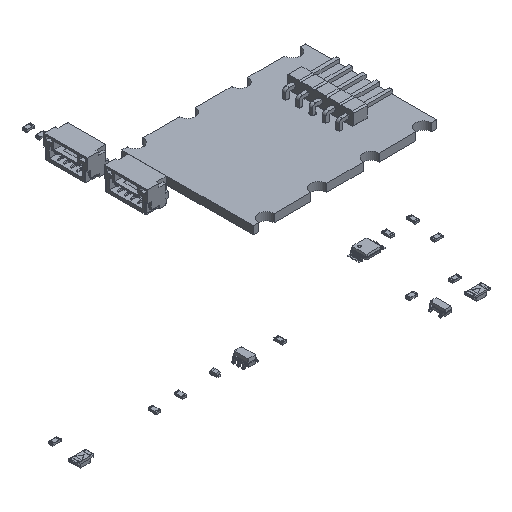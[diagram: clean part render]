
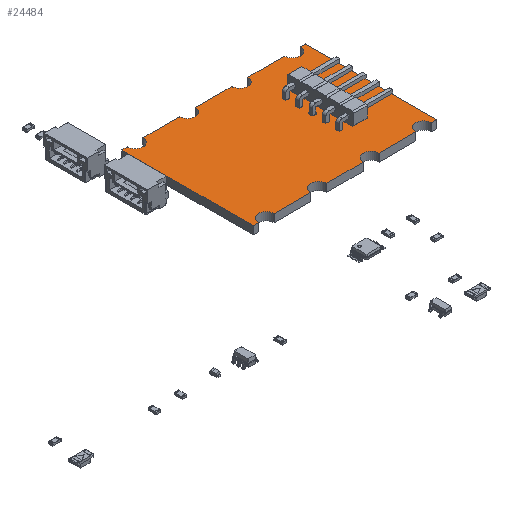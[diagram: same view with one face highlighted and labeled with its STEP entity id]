
A CAD part, isometric view. The second image highlights one B-rep face of the part: STEP entity #24484.
In plain terms, the highlighted planar face has unit normal (0, 0, 1).
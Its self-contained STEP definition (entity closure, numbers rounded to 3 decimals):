
#24180 = VERTEX_POINT('',#24181);
#24181 = CARTESIAN_POINT('',(1.,25.,1.51));
#24187 = EDGE_CURVE('',#24180,#24188,#24190,.T.);
#24188 = VERTEX_POINT('',#24189);
#24189 = CARTESIAN_POINT('',(4.,25.,1.51));
#24190 = CIRCLE('',#24191,1.5);
#24191 = AXIS2_PLACEMENT_3D('',#24192,#24193,#24194);
#24192 = CARTESIAN_POINT('',(2.5,25.,1.51));
#24193 = DIRECTION('',(0.,0.,1.));
#24194 = DIRECTION('',(-1.,0.,-0.));
#24222 = VERTEX_POINT('',#24223);
#24223 = CARTESIAN_POINT('',(0.,25.,1.51));
#24229 = EDGE_CURVE('',#24222,#24180,#24230,.T.);
#24230 = LINE('',#24231,#24232);
#24231 = CARTESIAN_POINT('',(0.,25.,1.51));
#24232 = VECTOR('',#24233,1.);
#24233 = DIRECTION('',(1.,0.,0.));
#24251 = EDGE_CURVE('',#24188,#24252,#24254,.T.);
#24252 = VERTEX_POINT('',#24253);
#24253 = CARTESIAN_POINT('',(11.,25.,1.51));
#24254 = LINE('',#24255,#24256);
#24255 = CARTESIAN_POINT('',(4.,25.,1.51));
#24256 = VECTOR('',#24257,1.);
#24257 = DIRECTION('',(1.,0.,0.));
#24484 = ADVANCED_FACE('',(#24485,#24631,#24642,#24653,#24664,#24675),
  #24686,.T.);
#24485 = FACE_BOUND('',#24486,.T.);
#24486 = EDGE_LOOP('',(#24487,#24488,#24489,#24497,#24505,#24514,#24522,
    #24531,#24539,#24548,#24556,#24565,#24573,#24581,#24589,#24598,
    #24606,#24615,#24623,#24630));
#24487 = ORIENTED_EDGE('',*,*,#24187,.F.);
#24488 = ORIENTED_EDGE('',*,*,#24229,.F.);
#24489 = ORIENTED_EDGE('',*,*,#24490,.F.);
#24490 = EDGE_CURVE('',#24491,#24222,#24493,.T.);
#24491 = VERTEX_POINT('',#24492);
#24492 = CARTESIAN_POINT('',(0.,0.,1.51));
#24493 = LINE('',#24494,#24495);
#24494 = CARTESIAN_POINT('',(0.,0.,1.51));
#24495 = VECTOR('',#24496,1.);
#24496 = DIRECTION('',(0.,1.,0.));
#24497 = ORIENTED_EDGE('',*,*,#24498,.F.);
#24498 = EDGE_CURVE('',#24499,#24491,#24501,.T.);
#24499 = VERTEX_POINT('',#24500);
#24500 = CARTESIAN_POINT('',(1.,0.,1.51));
#24501 = LINE('',#24502,#24503);
#24502 = CARTESIAN_POINT('',(1.,0.,1.51));
#24503 = VECTOR('',#24504,1.);
#24504 = DIRECTION('',(-1.,0.,0.));
#24505 = ORIENTED_EDGE('',*,*,#24506,.F.);
#24506 = EDGE_CURVE('',#24507,#24499,#24509,.T.);
#24507 = VERTEX_POINT('',#24508);
#24508 = CARTESIAN_POINT('',(4.,0.,1.51));
#24509 = CIRCLE('',#24510,1.5);
#24510 = AXIS2_PLACEMENT_3D('',#24511,#24512,#24513);
#24511 = CARTESIAN_POINT('',(2.5,0.,1.51));
#24512 = DIRECTION('',(0.,0.,1.));
#24513 = DIRECTION('',(1.,0.,-0.));
#24514 = ORIENTED_EDGE('',*,*,#24515,.F.);
#24515 = EDGE_CURVE('',#24516,#24507,#24518,.T.);
#24516 = VERTEX_POINT('',#24517);
#24517 = CARTESIAN_POINT('',(11.,0.,1.51));
#24518 = LINE('',#24519,#24520);
#24519 = CARTESIAN_POINT('',(11.,0.,1.51));
#24520 = VECTOR('',#24521,1.);
#24521 = DIRECTION('',(-1.,0.,0.));
#24522 = ORIENTED_EDGE('',*,*,#24523,.F.);
#24523 = EDGE_CURVE('',#24524,#24516,#24526,.T.);
#24524 = VERTEX_POINT('',#24525);
#24525 = CARTESIAN_POINT('',(14.,0.,1.51));
#24526 = CIRCLE('',#24527,1.5);
#24527 = AXIS2_PLACEMENT_3D('',#24528,#24529,#24530);
#24528 = CARTESIAN_POINT('',(12.5,0.,1.51));
#24529 = DIRECTION('',(0.,0.,1.));
#24530 = DIRECTION('',(1.,0.,-0.));
#24531 = ORIENTED_EDGE('',*,*,#24532,.F.);
#24532 = EDGE_CURVE('',#24533,#24524,#24535,.T.);
#24533 = VERTEX_POINT('',#24534);
#24534 = CARTESIAN_POINT('',(21.,0.,1.51));
#24535 = LINE('',#24536,#24537);
#24536 = CARTESIAN_POINT('',(21.,0.,1.51));
#24537 = VECTOR('',#24538,1.);
#24538 = DIRECTION('',(-1.,0.,0.));
#24539 = ORIENTED_EDGE('',*,*,#24540,.F.);
#24540 = EDGE_CURVE('',#24541,#24533,#24543,.T.);
#24541 = VERTEX_POINT('',#24542);
#24542 = CARTESIAN_POINT('',(24.,0.,1.51));
#24543 = CIRCLE('',#24544,1.5);
#24544 = AXIS2_PLACEMENT_3D('',#24545,#24546,#24547);
#24545 = CARTESIAN_POINT('',(22.5,0.,1.51));
#24546 = DIRECTION('',(0.,0.,1.));
#24547 = DIRECTION('',(1.,0.,-0.));
#24548 = ORIENTED_EDGE('',*,*,#24549,.F.);
#24549 = EDGE_CURVE('',#24550,#24541,#24552,.T.);
#24550 = VERTEX_POINT('',#24551);
#24551 = CARTESIAN_POINT('',(31.,0.,1.51));
#24552 = LINE('',#24553,#24554);
#24553 = CARTESIAN_POINT('',(31.,0.,1.51));
#24554 = VECTOR('',#24555,1.);
#24555 = DIRECTION('',(-1.,0.,0.));
#24556 = ORIENTED_EDGE('',*,*,#24557,.F.);
#24557 = EDGE_CURVE('',#24558,#24550,#24560,.T.);
#24558 = VERTEX_POINT('',#24559);
#24559 = CARTESIAN_POINT('',(34.,0.,1.51));
#24560 = CIRCLE('',#24561,1.5);
#24561 = AXIS2_PLACEMENT_3D('',#24562,#24563,#24564);
#24562 = CARTESIAN_POINT('',(32.5,0.,1.51));
#24563 = DIRECTION('',(0.,0.,1.));
#24564 = DIRECTION('',(1.,0.,-0.));
#24565 = ORIENTED_EDGE('',*,*,#24566,.F.);
#24566 = EDGE_CURVE('',#24567,#24558,#24569,.T.);
#24567 = VERTEX_POINT('',#24568);
#24568 = CARTESIAN_POINT('',(35.,0.,1.51));
#24569 = LINE('',#24570,#24571);
#24570 = CARTESIAN_POINT('',(35.,0.,1.51));
#24571 = VECTOR('',#24572,1.);
#24572 = DIRECTION('',(-1.,0.,0.));
#24573 = ORIENTED_EDGE('',*,*,#24574,.F.);
#24574 = EDGE_CURVE('',#24575,#24567,#24577,.T.);
#24575 = VERTEX_POINT('',#24576);
#24576 = CARTESIAN_POINT('',(35.,25.,1.51));
#24577 = LINE('',#24578,#24579);
#24578 = CARTESIAN_POINT('',(35.,25.,1.51));
#24579 = VECTOR('',#24580,1.);
#24580 = DIRECTION('',(0.,-1.,0.));
#24581 = ORIENTED_EDGE('',*,*,#24582,.F.);
#24582 = EDGE_CURVE('',#24583,#24575,#24585,.T.);
#24583 = VERTEX_POINT('',#24584);
#24584 = CARTESIAN_POINT('',(34.,25.,1.51));
#24585 = LINE('',#24586,#24587);
#24586 = CARTESIAN_POINT('',(34.,25.,1.51));
#24587 = VECTOR('',#24588,1.);
#24588 = DIRECTION('',(1.,0.,0.));
#24589 = ORIENTED_EDGE('',*,*,#24590,.F.);
#24590 = EDGE_CURVE('',#24591,#24583,#24593,.T.);
#24591 = VERTEX_POINT('',#24592);
#24592 = CARTESIAN_POINT('',(31.,25.,1.51));
#24593 = CIRCLE('',#24594,1.5);
#24594 = AXIS2_PLACEMENT_3D('',#24595,#24596,#24597);
#24595 = CARTESIAN_POINT('',(32.5,25.,1.51));
#24596 = DIRECTION('',(0.,0.,1.));
#24597 = DIRECTION('',(-1.,0.,-0.));
#24598 = ORIENTED_EDGE('',*,*,#24599,.F.);
#24599 = EDGE_CURVE('',#24600,#24591,#24602,.T.);
#24600 = VERTEX_POINT('',#24601);
#24601 = CARTESIAN_POINT('',(24.,25.,1.51));
#24602 = LINE('',#24603,#24604);
#24603 = CARTESIAN_POINT('',(24.,25.,1.51));
#24604 = VECTOR('',#24605,1.);
#24605 = DIRECTION('',(1.,0.,0.));
#24606 = ORIENTED_EDGE('',*,*,#24607,.F.);
#24607 = EDGE_CURVE('',#24608,#24600,#24610,.T.);
#24608 = VERTEX_POINT('',#24609);
#24609 = CARTESIAN_POINT('',(21.,25.,1.51));
#24610 = CIRCLE('',#24611,1.5);
#24611 = AXIS2_PLACEMENT_3D('',#24612,#24613,#24614);
#24612 = CARTESIAN_POINT('',(22.5,25.,1.51));
#24613 = DIRECTION('',(0.,0.,1.));
#24614 = DIRECTION('',(-1.,0.,-0.));
#24615 = ORIENTED_EDGE('',*,*,#24616,.F.);
#24616 = EDGE_CURVE('',#24617,#24608,#24619,.T.);
#24617 = VERTEX_POINT('',#24618);
#24618 = CARTESIAN_POINT('',(14.,25.,1.51));
#24619 = LINE('',#24620,#24621);
#24620 = CARTESIAN_POINT('',(14.,25.,1.51));
#24621 = VECTOR('',#24622,1.);
#24622 = DIRECTION('',(1.,0.,0.));
#24623 = ORIENTED_EDGE('',*,*,#24624,.F.);
#24624 = EDGE_CURVE('',#24252,#24617,#24625,.T.);
#24625 = CIRCLE('',#24626,1.5);
#24626 = AXIS2_PLACEMENT_3D('',#24627,#24628,#24629);
#24627 = CARTESIAN_POINT('',(12.5,25.,1.51));
#24628 = DIRECTION('',(0.,0.,1.));
#24629 = DIRECTION('',(-1.,0.,-0.));
#24630 = ORIENTED_EDGE('',*,*,#24251,.F.);
#24631 = FACE_BOUND('',#24632,.T.);
#24632 = EDGE_LOOP('',(#24633));
#24633 = ORIENTED_EDGE('',*,*,#24634,.T.);
#24634 = EDGE_CURVE('',#24635,#24635,#24637,.T.);
#24635 = VERTEX_POINT('',#24636);
#24636 = CARTESIAN_POINT('',(24.25,7.34,1.51));
#24637 = CIRCLE('',#24638,0.5);
#24638 = AXIS2_PLACEMENT_3D('',#24639,#24640,#24641);
#24639 = CARTESIAN_POINT('',(24.25,7.84,1.51));
#24640 = DIRECTION('',(-0.,0.,-1.));
#24641 = DIRECTION('',(-0.,-1.,0.));
#24642 = FACE_BOUND('',#24643,.T.);
#24643 = EDGE_LOOP('',(#24644));
#24644 = ORIENTED_EDGE('',*,*,#24645,.T.);
#24645 = EDGE_CURVE('',#24646,#24646,#24648,.T.);
#24646 = VERTEX_POINT('',#24647);
#24647 = CARTESIAN_POINT('',(24.25,9.88,1.51));
#24648 = CIRCLE('',#24649,0.5);
#24649 = AXIS2_PLACEMENT_3D('',#24650,#24651,#24652);
#24650 = CARTESIAN_POINT('',(24.25,10.38,1.51));
#24651 = DIRECTION('',(-0.,0.,-1.));
#24652 = DIRECTION('',(-0.,-1.,0.));
#24653 = FACE_BOUND('',#24654,.T.);
#24654 = EDGE_LOOP('',(#24655));
#24655 = ORIENTED_EDGE('',*,*,#24656,.T.);
#24656 = EDGE_CURVE('',#24657,#24657,#24659,.T.);
#24657 = VERTEX_POINT('',#24658);
#24658 = CARTESIAN_POINT('',(24.25,12.42,1.51));
#24659 = CIRCLE('',#24660,0.5);
#24660 = AXIS2_PLACEMENT_3D('',#24661,#24662,#24663);
#24661 = CARTESIAN_POINT('',(24.25,12.92,1.51));
#24662 = DIRECTION('',(-0.,0.,-1.));
#24663 = DIRECTION('',(-0.,-1.,0.));
#24664 = FACE_BOUND('',#24665,.T.);
#24665 = EDGE_LOOP('',(#24666));
#24666 = ORIENTED_EDGE('',*,*,#24667,.T.);
#24667 = EDGE_CURVE('',#24668,#24668,#24670,.T.);
#24668 = VERTEX_POINT('',#24669);
#24669 = CARTESIAN_POINT('',(24.25,14.96,1.51));
#24670 = CIRCLE('',#24671,0.5);
#24671 = AXIS2_PLACEMENT_3D('',#24672,#24673,#24674);
#24672 = CARTESIAN_POINT('',(24.25,15.46,1.51));
#24673 = DIRECTION('',(-0.,0.,-1.));
#24674 = DIRECTION('',(-0.,-1.,0.));
#24675 = FACE_BOUND('',#24676,.T.);
#24676 = EDGE_LOOP('',(#24677));
#24677 = ORIENTED_EDGE('',*,*,#24678,.T.);
#24678 = EDGE_CURVE('',#24679,#24679,#24681,.T.);
#24679 = VERTEX_POINT('',#24680);
#24680 = CARTESIAN_POINT('',(24.25,17.5,1.51));
#24681 = CIRCLE('',#24682,0.5);
#24682 = AXIS2_PLACEMENT_3D('',#24683,#24684,#24685);
#24683 = CARTESIAN_POINT('',(24.25,18.,1.51));
#24684 = DIRECTION('',(-0.,0.,-1.));
#24685 = DIRECTION('',(-0.,-1.,0.));
#24686 = PLANE('',#24687);
#24687 = AXIS2_PLACEMENT_3D('',#24688,#24689,#24690);
#24688 = CARTESIAN_POINT('',(0.,0.,1.51));
#24689 = DIRECTION('',(0.,0.,1.));
#24690 = DIRECTION('',(1.,0.,-0.));
